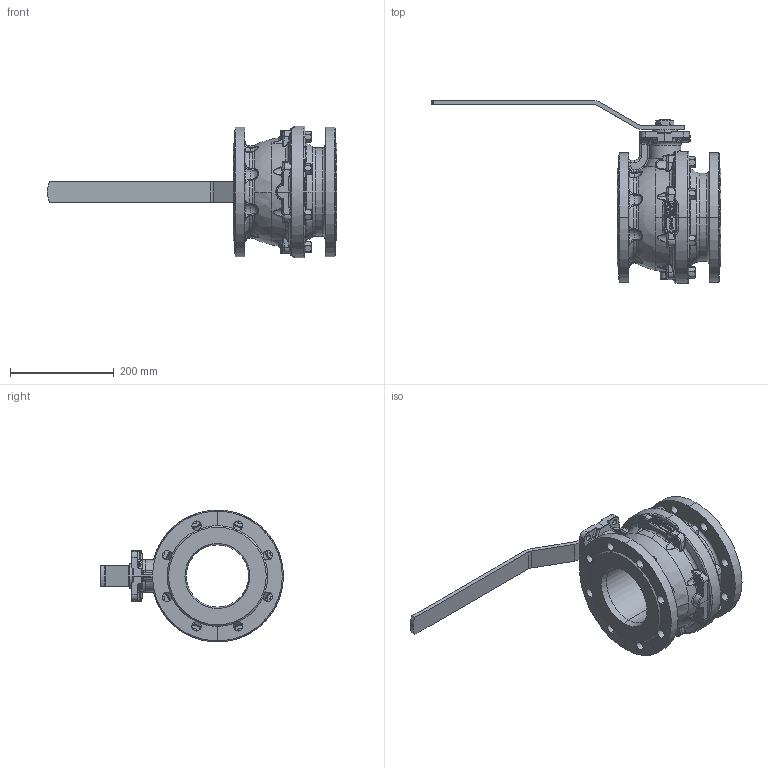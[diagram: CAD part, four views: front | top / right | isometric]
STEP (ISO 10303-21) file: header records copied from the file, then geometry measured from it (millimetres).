
FILE_DESCRIPTION (( 'STEP AP203' ), '1' );
FILE_NAME ('B2.DN125.STEP', '2011-12-15T10:59:20', ( ' ' ), ( '' ), 'SwSTEP 2.0', 'SolidWorks 2009', '' );
FILE_SCHEMA (( 'CONFIG_CONTROL_DESIGN' ));
Products named in the file (1): B2.DN125
Bounding box: 558.5 x 351.93 x 254 mm (x, y, z)
Volume: 5337818.9 mm3; surface area: 498320.1 mm2
Topology: 1 solids, 3 shells, 1667 faces, 4217 edges, 2540 vertices
Faces by surface type: bspline 551, plane 436, cylinder 337, cone 223, torus 92, sphere 28
Entity records: 79231 total; most frequent: CARTESIAN_POINT 44327, ORIENTED_EDGE 8320, DIRECTION 5834, EDGE_CURVE 4160, VERTEX_POINT 2540, AXIS2_PLACEMENT_3D 2331, EDGE_LOOP 1780, ADVANCED_FACE 1667
